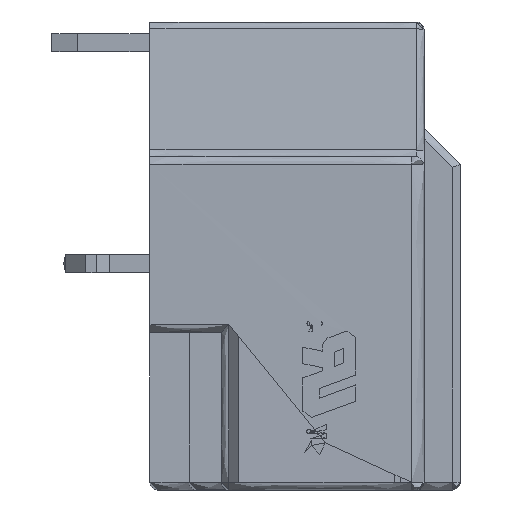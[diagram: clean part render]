
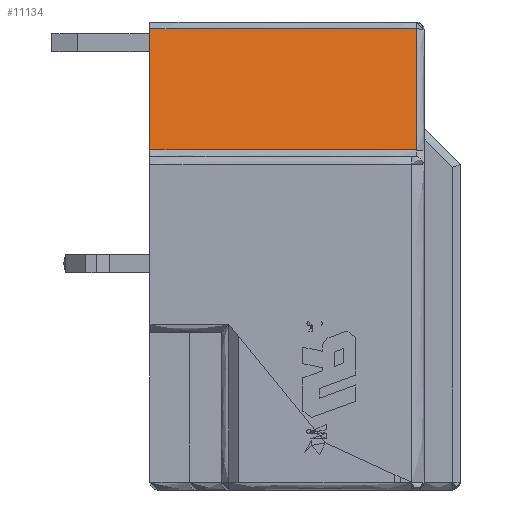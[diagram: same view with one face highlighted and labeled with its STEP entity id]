
A CAD part, left-side view. The second image highlights one B-rep face of the part: STEP entity #11134.
In plain terms, the highlighted free-form (B-spline) face has degree [1, 1] with [2, 2] control points.
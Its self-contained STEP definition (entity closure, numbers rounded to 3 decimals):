
#5843=CARTESIAN_POINT('',(-12.988,-3.91,15.845));
#5844=VERTEX_POINT('',#5843);
#5851=CARTESIAN_POINT('',(-13.692,-3.91,11.155));
#5852=VERTEX_POINT('',#5851);
#5853=CARTESIAN_POINT('',(-12.988,-3.91,15.845));
#5854=CARTESIAN_POINT('',(-13.692,-3.91,11.155));
#5855=B_SPLINE_CURVE_WITH_KNOTS('',1,(#5853,#5854),.POLYLINE_FORM.,.F.,.U.,(2,2),(0.,1.),.UNSPECIFIED.);
#5856=EDGE_CURVE('',#5844,#5852,#5855,.T.);
#8348=CARTESIAN_POINT('',(-13.692,6.39,11.155));
#8349=VERTEX_POINT('',#8348);
#8360=CARTESIAN_POINT('',(-12.988,6.39,15.845));
#8361=VERTEX_POINT('',#8360);
#8362=CARTESIAN_POINT('',(-13.692,6.39,11.155));
#8363=CARTESIAN_POINT('',(-12.988,6.39,15.845));
#8364=B_SPLINE_CURVE_WITH_KNOTS('',1,(#8362,#8363),.POLYLINE_FORM.,.F.,.U.,(2,2),(0.,1.),.UNSPECIFIED.);
#8365=EDGE_CURVE('',#8349,#8361,#8364,.T.);
#11115=CARTESIAN_POINT('',(-11.658,12.58,24.714));
#11116=CARTESIAN_POINT('',(-11.658,-10.099,24.714));
#11117=CARTESIAN_POINT('',(-15.022,12.58,2.286));
#11118=CARTESIAN_POINT('',(-15.022,-10.099,2.286));
#11119=B_SPLINE_SURFACE_WITH_KNOTS('',1,1,((#11115,#11116),(#11117,#11118)),.PLANE_SURF.,.F.,.F.,.U.,(2,2),(2,2),(0.,1.),(0.,1.),.UNSPECIFIED.);
#11120=CARTESIAN_POINT('',(-13.692,6.39,11.155));
#11121=CARTESIAN_POINT('',(-13.692,-3.91,11.155));
#11122=B_SPLINE_CURVE_WITH_KNOTS('',1,(#11120,#11121),.POLYLINE_FORM.,.F.,.U.,(2,2),(0.,1.),.UNSPECIFIED.);
#11123=EDGE_CURVE('',#8349,#5852,#11122,.T.);
#11124=ORIENTED_EDGE('',*,*,#11123,.T.);
#11125=ORIENTED_EDGE('',*,*,#5856,.F.);
#11126=CARTESIAN_POINT('',(-12.988,-3.91,15.845));
#11127=CARTESIAN_POINT('',(-12.988,6.39,15.845));
#11128=B_SPLINE_CURVE_WITH_KNOTS('',1,(#11126,#11127),.POLYLINE_FORM.,.F.,.U.,(2,2),(0.,1.),.UNSPECIFIED.);
#11129=EDGE_CURVE('',#5844,#8361,#11128,.T.);
#11130=ORIENTED_EDGE('',*,*,#11129,.T.);
#11131=ORIENTED_EDGE('',*,*,#8365,.F.);
#11132=EDGE_LOOP('',(#11124,#11125,#11130,#11131));
#11133=FACE_OUTER_BOUND('',#11132,.T.);
#11134=ADVANCED_FACE('',(#11133),#11119,.T.);
